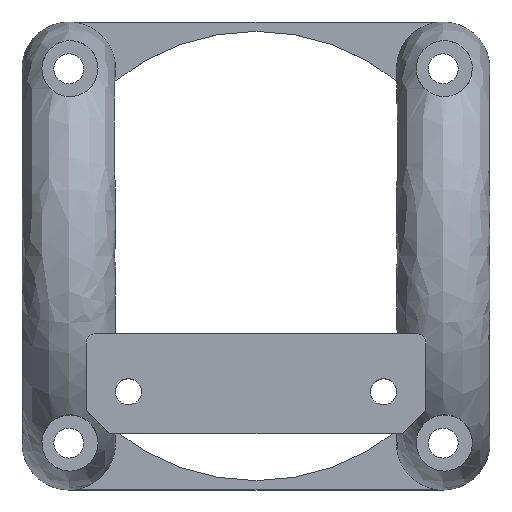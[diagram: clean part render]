
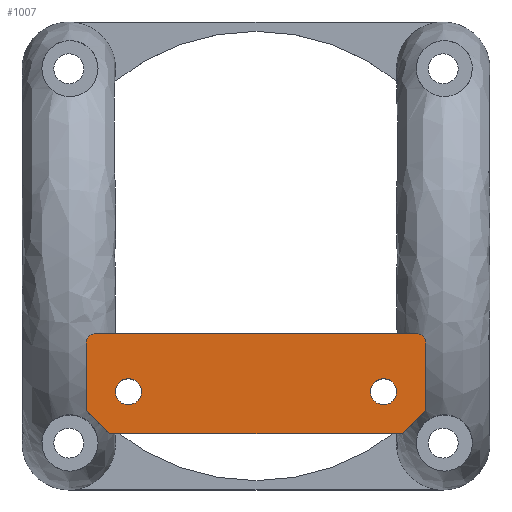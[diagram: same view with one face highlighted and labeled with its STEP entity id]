
A CAD part, top view. The second image highlights one B-rep face of the part: STEP entity #1007.
In plain terms, the highlighted planar face has unit normal (0, 0, 1).
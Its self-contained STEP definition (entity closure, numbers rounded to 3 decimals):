
#19=CIRCLE('',#1056,1.);
#20=CIRCLE('',#1059,1.);
#37=CIRCLE('',#1084,1.4);
#38=CIRCLE('',#1086,1.4);
#67=PLANE('',#1105);
#95=FACE_BOUND('',#200,.T.);
#96=FACE_BOUND('',#201,.T.);
#135=FACE_OUTER_BOUND('',#199,.T.);
#199=EDGE_LOOP('',(#840,#841,#842,#843,#844,#845,#846,#847));
#200=EDGE_LOOP('',(#848));
#201=EDGE_LOOP('',(#849));
#232=LINE('',#1605,#285);
#235=LINE('',#1615,#288);
#237=LINE('',#1626,#290);
#244=LINE('',#1723,#297);
#260=LINE('',#2898,#313);
#261=LINE('',#2899,#314);
#285=VECTOR('',#1149,10.);
#288=VECTOR('',#1154,10.);
#290=VECTOR('',#1158,10.);
#297=VECTOR('',#1185,10.);
#313=VECTOR('',#1297,10.);
#314=VECTOR('',#1298,10.);
#402=VERTEX_POINT('',#1602);
#403=VERTEX_POINT('',#1604);
#405=VERTEX_POINT('',#1613);
#407=VERTEX_POINT('',#1624);
#417=VERTEX_POINT('',#1700);
#418=VERTEX_POINT('',#1702);
#420=VERTEX_POINT('',#1721);
#422=VERTEX_POINT('',#1740);
#455=VERTEX_POINT('',#2412);
#456=VERTEX_POINT('',#2416);
#502=EDGE_CURVE('',#402,#403,#232,.T.);
#506=EDGE_CURVE('',#402,#405,#235,.T.);
#509=EDGE_CURVE('',#407,#405,#237,.T.);
#524=EDGE_CURVE('',#417,#418,#19,.T.);
#528=EDGE_CURVE('',#417,#420,#244,.T.);
#531=EDGE_CURVE('',#422,#420,#20,.T.);
#576=EDGE_CURVE('',#455,#455,#37,.T.);
#578=EDGE_CURVE('',#456,#456,#38,.T.);
#608=EDGE_CURVE('',#418,#407,#260,.T.);
#609=EDGE_CURVE('',#422,#403,#261,.T.);
#840=ORIENTED_EDGE('',*,*,#509,.F.);
#841=ORIENTED_EDGE('',*,*,#608,.F.);
#842=ORIENTED_EDGE('',*,*,#524,.F.);
#843=ORIENTED_EDGE('',*,*,#528,.T.);
#844=ORIENTED_EDGE('',*,*,#531,.F.);
#845=ORIENTED_EDGE('',*,*,#609,.T.);
#846=ORIENTED_EDGE('',*,*,#502,.F.);
#847=ORIENTED_EDGE('',*,*,#506,.T.);
#848=ORIENTED_EDGE('',*,*,#576,.T.);
#849=ORIENTED_EDGE('',*,*,#578,.T.);
#1007=ADVANCED_FACE('',(#135,#95,#96),#67,.F.);
#1056=AXIS2_PLACEMENT_3D('',#1703,#1179,#1180);
#1059=AXIS2_PLACEMENT_3D('',#1742,#1189,#1190);
#1084=AXIS2_PLACEMENT_3D('',#2413,#1247,#1248);
#1086=AXIS2_PLACEMENT_3D('',#2417,#1252,#1253);
#1105=AXIS2_PLACEMENT_3D('',#2897,#1295,#1296);
#1149=DIRECTION('',(-0.707,0.707,0.));
#1154=DIRECTION('',(1.,0.,0.));
#1158=DIRECTION('',(-0.707,-0.707,0.));
#1179=DIRECTION('center_axis',(0.,0.,
-1.));
#1180=DIRECTION('ref_axis',(0.707,0.707,0.));
#1185=DIRECTION('',(-1.,0.,0.));
#1189=DIRECTION('center_axis',(0.,0.,
-1.));
#1190=DIRECTION('ref_axis',(-0.707,0.707,0.));
#1247=DIRECTION('center_axis',(0.,0.,
-1.));
#1248=DIRECTION('ref_axis',(0.,-1.,0.));
#1252=DIRECTION('center_axis',(0.,0.,
-1.));
#1253=DIRECTION('ref_axis',(0.,-1.,0.));
#1295=DIRECTION('center_axis',(0.,0.,
-1.));
#1296=DIRECTION('ref_axis',(-1.,0.,0.));
#1297=DIRECTION('',(0.,-1.,0.));
#1298=DIRECTION('',(0.,-1.,0.));
#1602=CARTESIAN_POINT('',(-15.75,-59.302,-34.199));
#1604=CARTESIAN_POINT('',(-18.25,-56.802,-34.199));
#1605=CARTESIAN_POINT('',(-13.805,-61.246,-34.199));
#1613=CARTESIAN_POINT('',(15.505,-59.302,-34.199));
#1615=CARTESIAN_POINT('',(-15.75,-59.302,-34.199));
#1624=CARTESIAN_POINT('',(18.005,-56.802,-34.199));
#1626=CARTESIAN_POINT('',(13.561,-61.246,-34.199));
#1700=CARTESIAN_POINT('',(17.006,-48.602,-34.199));
#1702=CARTESIAN_POINT('',(18.006,-49.602,-34.199));
#1703=CARTESIAN_POINT('Origin',(17.006,-49.602,-34.199));
#1721=CARTESIAN_POINT('',(-17.249,-48.602,-34.199));
#1723=CARTESIAN_POINT('',(17.006,-48.602,-34.199));
#1740=CARTESIAN_POINT('',(-18.249,-49.602,-34.199));
#1742=CARTESIAN_POINT('Origin',(-17.249,-49.602,-34.199));
#2412=CARTESIAN_POINT('',(12.106,-54.802,-34.199));
#2413=CARTESIAN_POINT('Origin',(13.506,-54.802,-34.199));
#2416=CARTESIAN_POINT('',(-15.15,-54.802,-34.199));
#2417=CARTESIAN_POINT('Origin',(-13.75,-54.802,-34.199));
#2897=CARTESIAN_POINT('Origin',(-0.122,-53.952,-34.199));
#2898=CARTESIAN_POINT('',(18.006,-48.602,-34.199));
#2899=CARTESIAN_POINT('',(-18.25,-56.802,-34.199));
